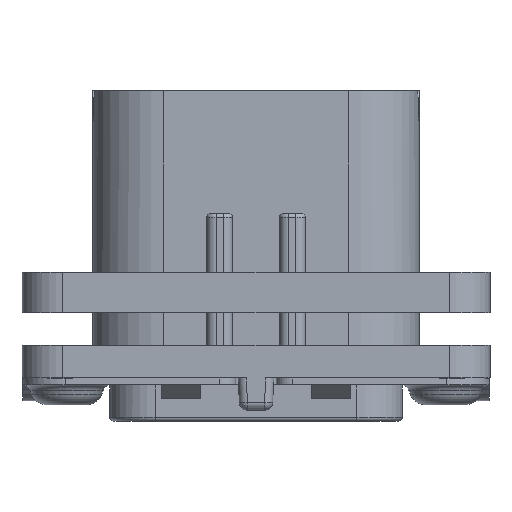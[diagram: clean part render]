
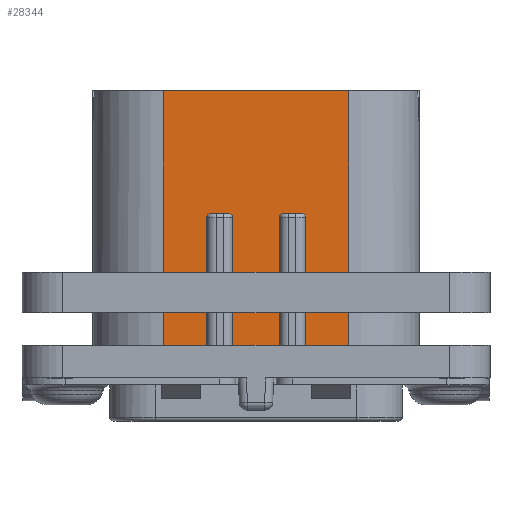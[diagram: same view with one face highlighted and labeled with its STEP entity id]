
A CAD part, front view. The second image highlights one B-rep face of the part: STEP entity #28344.
In plain terms, the highlighted planar face has unit normal (0, -1, 0).
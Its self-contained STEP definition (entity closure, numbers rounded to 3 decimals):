
#1176=DIRECTION('',(1.,0.,0.));
#1177=VECTOR('',#1176,11.4);
#1178=CARTESIAN_POINT('',(-5.7,-9.,17.67));
#1179=LINE('',#1178,#1177);
#5124=DIRECTION('',(1.,0.,0.));
#5125=VECTOR('',#5124,2.66);
#5126=CARTESIAN_POINT('',(-5.7,-9.,2.));
#5127=LINE('',#5126,#5125);
#5136=CARTESIAN_POINT('',(-2.79,-9.,9.87));
#5137=DIRECTION('',(0.,1.,0.));
#5138=DIRECTION('',(-1.,0.,0.));
#5139=AXIS2_PLACEMENT_3D('',#5136,#5137,#5138);
#5168=CARTESIAN_POINT('',(-1.69,-9.,9.87));
#5169=DIRECTION('',(0.,1.,0.));
#5170=DIRECTION('',(0.,0.,1.));
#5171=AXIS2_PLACEMENT_3D('',#5168,#5169,#5170);
#5181=DIRECTION('',(0.,0.,1.));
#5182=VECTOR('',#5181,7.87);
#5183=CARTESIAN_POINT('',(3.04,-9.,2.));
#5184=LINE('',#5183,#5182);
#5185=DIRECTION('',(1.,0.,0.));
#5186=VECTOR('',#5185,1.1);
#5187=CARTESIAN_POINT('',(1.69,-9.,10.12));
#5188=LINE('',#5187,#5186);
#5189=DIRECTION('',(0.,0.,1.));
#5190=VECTOR('',#5189,7.87);
#5191=CARTESIAN_POINT('',(1.44,-9.,2.));
#5192=LINE('',#5191,#5190);
#5193=DIRECTION('',(0.,0.,1.));
#5194=VECTOR('',#5193,7.87);
#5195=CARTESIAN_POINT('',(-1.44,-9.,2.));
#5196=LINE('',#5195,#5194);
#5197=DIRECTION('',(1.,0.,0.));
#5198=VECTOR('',#5197,1.1);
#5199=CARTESIAN_POINT('',(-2.79,-9.,10.12));
#5200=LINE('',#5199,#5198);
#5201=DIRECTION('',(0.,0.,1.));
#5202=VECTOR('',#5201,7.87);
#5203=CARTESIAN_POINT('',(-3.04,-9.,2.));
#5204=LINE('',#5203,#5202);
#5205=DIRECTION('',(0.,0.,-1.));
#5206=VECTOR('',#5205,15.67);
#5207=CARTESIAN_POINT('',(-5.7,-9.,17.67));
#5208=LINE('',#5207,#5206);
#5209=DIRECTION('',(0.,0.,-1.));
#5210=VECTOR('',#5209,15.67);
#5211=CARTESIAN_POINT('',(5.7,-9.,17.67));
#5212=LINE('',#5211,#5210);
#5226=CARTESIAN_POINT('',(2.79,-9.,9.87));
#5227=DIRECTION('',(0.,1.,0.));
#5228=DIRECTION('',(0.,0.,1.));
#5229=AXIS2_PLACEMENT_3D('',#5226,#5227,#5228);
#5268=CARTESIAN_POINT('',(1.69,-9.,9.87));
#5269=DIRECTION('',(0.,1.,0.));
#5270=DIRECTION('',(-1.,0.,0.));
#5271=AXIS2_PLACEMENT_3D('',#5268,#5269,#5270);
#5355=DIRECTION('',(1.,0.,0.));
#5356=VECTOR('',#5355,2.66);
#5357=CARTESIAN_POINT('',(3.04,-9.,2.));
#5358=LINE('',#5357,#5356);
#11100=DIRECTION('',(1.,0.,0.));
#11101=VECTOR('',#11100,2.88);
#11102=CARTESIAN_POINT('',(-1.44,-9.,2.));
#11103=LINE('',#11102,#11101);
#18039=CARTESIAN_POINT('',(-5.7,-9.,17.67));
#18040=CARTESIAN_POINT('',(-5.7,-9.,2.));
#18041=VERTEX_POINT('',#18039);
#18042=VERTEX_POINT('',#18040);
#18043=CARTESIAN_POINT('',(5.7,-9.,17.67));
#18044=CARTESIAN_POINT('',(5.7,-9.,2.));
#18045=VERTEX_POINT('',#18043);
#18046=VERTEX_POINT('',#18044);
#18201=CARTESIAN_POINT('',(-3.04,-9.,2.));
#18202=VERTEX_POINT('',#18201);
#18203=CARTESIAN_POINT('',(-1.44,-9.,2.));
#18204=CARTESIAN_POINT('',(1.44,-9.,2.));
#18205=VERTEX_POINT('',#18203);
#18206=VERTEX_POINT('',#18204);
#18207=CARTESIAN_POINT('',(3.04,-9.,2.));
#18208=VERTEX_POINT('',#18207);
#20688=CARTESIAN_POINT('',(-1.44,-9.,9.87));
#20690=VERTEX_POINT('',#20688);
#20692=CARTESIAN_POINT('',(-1.69,-9.,10.12));
#20694=VERTEX_POINT('',#20692);
#20715=CARTESIAN_POINT('',(-2.79,-9.,10.12));
#20716=VERTEX_POINT('',#20715);
#20717=CARTESIAN_POINT('',(-3.04,-9.,9.87));
#20718=VERTEX_POINT('',#20717);
#20720=CARTESIAN_POINT('',(3.04,-9.,9.87));
#20722=VERTEX_POINT('',#20720);
#20724=CARTESIAN_POINT('',(2.79,-9.,10.12));
#20726=VERTEX_POINT('',#20724);
#20727=CARTESIAN_POINT('',(1.69,-9.,10.12));
#20729=VERTEX_POINT('',#20727);
#20731=CARTESIAN_POINT('',(1.44,-9.,9.87));
#20733=VERTEX_POINT('',#20731);
#28314=CARTESIAN_POINT('',(-10.05,-9.,2.));
#28315=DIRECTION('',(0.,-1.,0.));
#28316=DIRECTION('',(1.,0.,0.));
#28317=AXIS2_PLACEMENT_3D('',#28314,#28315,#28316);
#28318=PLANE('',#28317);
#28320=ORIENTED_EDGE('',*,*,#28319,.T.);
#28322=ORIENTED_EDGE('',*,*,#28321,.F.);
#28324=ORIENTED_EDGE('',*,*,#28323,.F.);
#28326=ORIENTED_EDGE('',*,*,#28325,.F.);
#28328=ORIENTED_EDGE('',*,*,#28327,.F.);
#28330=ORIENTED_EDGE('',*,*,#28329,.F.);
#28331=ORIENTED_EDGE('',*,*,#28305,.T.);
#28332=ORIENTED_EDGE('',*,*,#28294,.F.);
#28333=ORIENTED_EDGE('',*,*,#28279,.F.);
#28334=ORIENTED_EDGE('',*,*,#28260,.F.);
#28335=ORIENTED_EDGE('',*,*,#28245,.F.);
#28336=ORIENTED_EDGE('',*,*,#28230,.F.);
#28337=ORIENTED_EDGE('',*,*,#22667,.F.);
#28338=ORIENTED_EDGE('',*,*,#22852,.T.);
#28339=ORIENTED_EDGE('',*,*,#23112,.T.);
#28341=ORIENTED_EDGE('',*,*,#28340,.F.);
#28342=EDGE_LOOP('',(#28320,#28322,#28324,#28326,#28328,#28330,#28331,#28332,
#28333,#28334,#28335,#28336,#28337,#28338,#28339,#28341));
#28343=FACE_OUTER_BOUND('',#28342,.F.);
#28344=ADVANCED_FACE('',(#28343),#28318,.T.);
#5140=CIRCLE('',#5139,0.25);
#5172=CIRCLE('',#5171,0.25);
#5230=CIRCLE('',#5229,0.25);
#5272=CIRCLE('',#5271,0.25);
#22667=EDGE_CURVE('',#18041,#18042,#5208,.T.);
#22852=EDGE_CURVE('',#18041,#18045,#1179,.T.);
#23112=EDGE_CURVE('',#18045,#18046,#5212,.T.);
#28230=EDGE_CURVE('',#18042,#18202,#5127,.T.);
#28245=EDGE_CURVE('',#18202,#20718,#5204,.T.);
#28260=EDGE_CURVE('',#20718,#20716,#5140,.T.);
#28279=EDGE_CURVE('',#20716,#20694,#5200,.T.);
#28294=EDGE_CURVE('',#20694,#20690,#5172,.T.);
#28305=EDGE_CURVE('',#18205,#20690,#5196,.T.);
#28319=EDGE_CURVE('',#18208,#20722,#5184,.T.);
#28321=EDGE_CURVE('',#20726,#20722,#5230,.T.);
#28323=EDGE_CURVE('',#20729,#20726,#5188,.T.);
#28325=EDGE_CURVE('',#20733,#20729,#5272,.T.);
#28327=EDGE_CURVE('',#18206,#20733,#5192,.T.);
#28329=EDGE_CURVE('',#18205,#18206,#11103,.T.);
#28340=EDGE_CURVE('',#18208,#18046,#5358,.T.);
